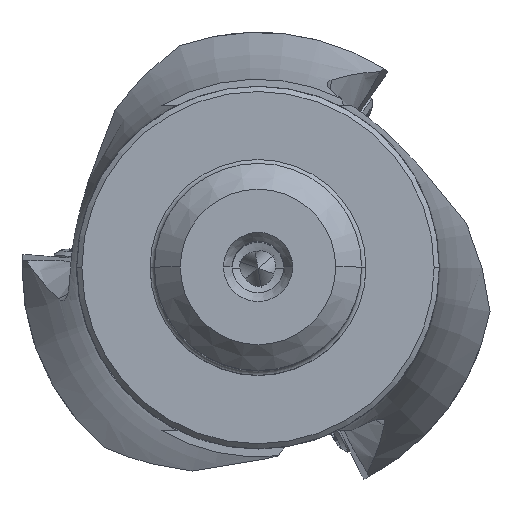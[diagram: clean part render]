
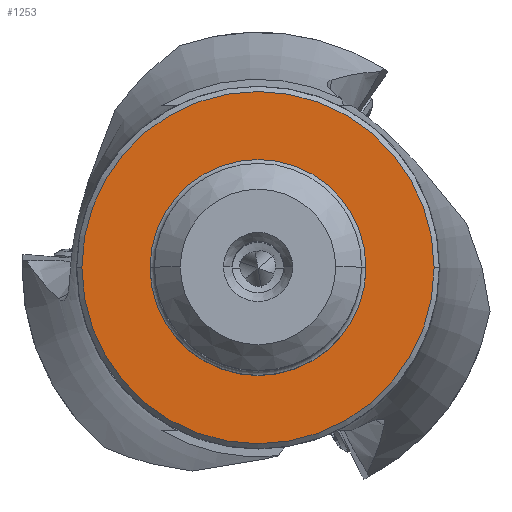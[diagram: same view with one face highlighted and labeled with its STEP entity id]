
A CAD part, top view. The second image highlights one B-rep face of the part: STEP entity #1253.
In plain terms, the highlighted planar face has unit normal (0, 0, 1).
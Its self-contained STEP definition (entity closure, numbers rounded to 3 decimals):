
#70=FACE_BOUND('',#2048,.T.);
#71=FACE_BOUND('',#2049,.T.);
#200=PLANE('',#7727);
#1253=ADVANCED_FACE('',(#70,#71),#200,.T.);
#2048=EDGE_LOOP('',(#3896,#3897,#3898,#3899));
#2049=EDGE_LOOP('',(#3900,#3901));
#2467=CIRCLE('',#7720,6.25);
#2468=CIRCLE('',#7722,10.2);
#2469=CIRCLE('',#7723,10.2);
#2470=CIRCLE('',#7724,10.2);
#2471=CIRCLE('',#7725,10.2);
#2472=CIRCLE('',#7726,6.25);
#3896=ORIENTED_EDGE('',*,*,#6308,.T.);
#3897=ORIENTED_EDGE('',*,*,#6309,.F.);
#3898=ORIENTED_EDGE('',*,*,#6310,.F.);
#3899=ORIENTED_EDGE('',*,*,#6311,.T.);
#3900=ORIENTED_EDGE('',*,*,#6307,.F.);
#3901=ORIENTED_EDGE('',*,*,#6312,.F.);
#5349=VERTEX_POINT('',#14534);
#5350=VERTEX_POINT('',#14536);
#5351=VERTEX_POINT('',#14540);
#5352=VERTEX_POINT('',#14541);
#5353=VERTEX_POINT('',#14543);
#5354=VERTEX_POINT('',#14545);
#6307=EDGE_CURVE('',#5350,#5349,#2467,.T.);
#6308=EDGE_CURVE('',#5351,#5352,#2468,.T.);
#6309=EDGE_CURVE('',#5353,#5352,#2469,.T.);
#6310=EDGE_CURVE('',#5354,#5353,#2470,.T.);
#6311=EDGE_CURVE('',#5354,#5351,#2471,.T.);
#6312=EDGE_CURVE('',#5349,#5350,#2472,.T.);
#7720=AXIS2_PLACEMENT_3D('',#14537,#9177,#9178);
#7722=AXIS2_PLACEMENT_3D('',#14539,#9181,#9182);
#7723=AXIS2_PLACEMENT_3D('',#14542,#9183,#9184);
#7724=AXIS2_PLACEMENT_3D('',#14544,#9185,#9186);
#7725=AXIS2_PLACEMENT_3D('',#14546,#9187,#9188);
#7726=AXIS2_PLACEMENT_3D('',#14547,#9189,#9190);
#7727=AXIS2_PLACEMENT_3D('',#14548,#9191,#9192);
#9177=DIRECTION('',(0.,0.,1.));
#9178=DIRECTION('',(-1.,0.,0.));
#9181=DIRECTION('',(0.,0.,1.));
#9182=DIRECTION('',(1.,-0.001,0.));
#9183=DIRECTION('',(0.,0.,-1.));
#9184=DIRECTION('',(1.,-0.001,0.));
#9185=DIRECTION('',(0.,0.,-1.));
#9186=DIRECTION('',(-1.,0.001,0.));
#9187=DIRECTION('',(0.,0.,1.));
#9188=DIRECTION('',(-1.,0.001,0.));
#9189=DIRECTION('',(0.,0.,1.));
#9190=DIRECTION('',(1.,0.,0.));
#9191=DIRECTION('',(0.,0.,1.));
#9192=DIRECTION('',(1.,0.,0.));
#14534=CARTESIAN_POINT('',(6.25,0.,0.));
#14536=CARTESIAN_POINT('',(-6.25,0.,0.));
#14537=CARTESIAN_POINT('',(0.,0.,0.));
#14539=CARTESIAN_POINT('',(0.,0.,0.));
#14540=CARTESIAN_POINT('',(-10.2,0.,0.));
#14541=CARTESIAN_POINT('',(10.2,-0.012,0.));
#14542=CARTESIAN_POINT('',(0.,0.,0.));
#14543=CARTESIAN_POINT('',(10.2,0.,0.));
#14544=CARTESIAN_POINT('',(0.,0.,0.));
#14545=CARTESIAN_POINT('',(-10.2,0.012,0.));
#14546=CARTESIAN_POINT('',(0.,0.,0.));
#14547=CARTESIAN_POINT('',(0.,0.,0.));
#14548=CARTESIAN_POINT('',(0.,0.,0.));
